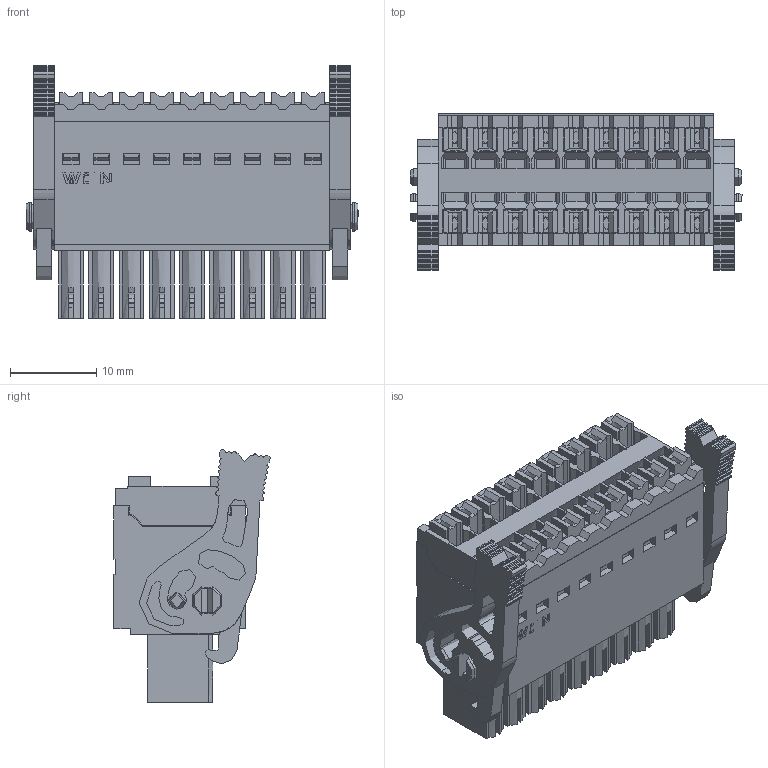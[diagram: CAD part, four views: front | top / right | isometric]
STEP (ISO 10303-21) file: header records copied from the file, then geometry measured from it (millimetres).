
FILE_DESCRIPTION( ('This file contains a STEP AP42 implementation' ,'as created by ZW3D STEP Interface translator.') ,'2;1' );
FILE_NAME( 'PF350SW-2F09BSNP2.stp' ,'231129.143633', (''), ('ZWCAD Software Co.'), 'Version 1.0', 'ZW3D to STEP translator', '' );
FILE_SCHEMA(('AUTOMOTIVE_DESIGN { 1 0 10303 214 1 1 1 1 }'));
Length unit declared in the file: millimetre
Products named in the file (2): 0; PF350SW-2F09BSNP2
Bounding box: 38.4 x 18.08 x 29.2 mm (x, y, z)
Volume: 8778 mm3
Topology: 1 solids, 3 shells, 2940 faces, 8388 edges, 5457 vertices
Faces by surface type: plane 2236, cylinder 548, bspline 150, cone 6
Full cylindrical faces by diameter (mm): 1.4 x18, 1.95 x2
Entity records: 100007 total; most frequent: CARTESIAN_POINT 20395, ORIENTED_EDGE 16780, DIRECTION 14913, EDGE_CURVE 8390, VECTOR 6713, LINE 6713, VERTEX_POINT 5458, AXIS2_PLACEMENT_3D 4100
